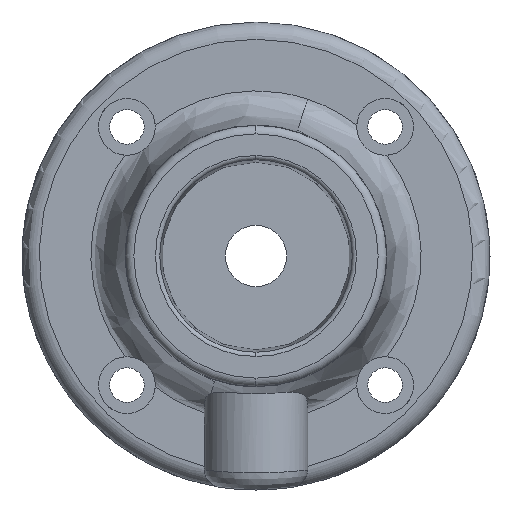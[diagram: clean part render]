
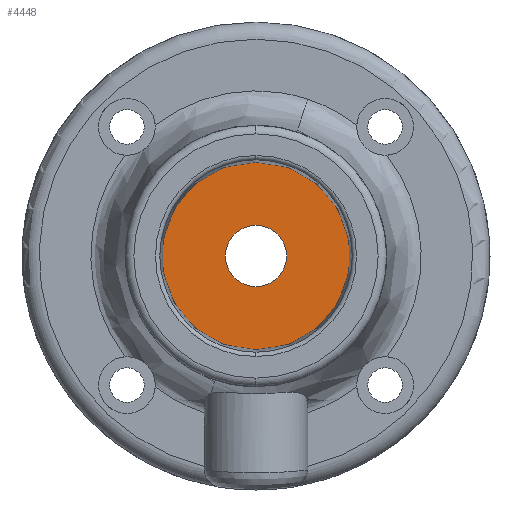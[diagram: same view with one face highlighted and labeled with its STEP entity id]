
A CAD part, left-side view. The second image highlights one B-rep face of the part: STEP entity #4448.
In plain terms, the highlighted planar face has unit normal (-1, 0, 0).
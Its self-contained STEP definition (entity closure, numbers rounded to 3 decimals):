
#25 = AXIS2_PLACEMENT_3D ( 'NONE', #5028, #2531, #4241 ) ;
#152 = PLANE ( 'NONE',  #3811 ) ;
#158 = DIRECTION ( 'NONE',  ( 1., 0., 0. ) ) ;
#175 = CARTESIAN_POINT ( 'NONE',  ( -1.4, -14.996, -14.996 ) ) ;
#315 = ORIENTED_EDGE ( 'NONE', *, *, #1125, .T. ) ;
#359 = DIRECTION ( 'NONE',  ( 0., 0., 1. ) ) ;
#405 = DIRECTION ( 'NONE',  ( 1., 0., 0. ) ) ;
#492 = DIRECTION ( 'NONE',  ( 1., 0., 0. ) ) ;
#630 = ORIENTED_EDGE ( 'NONE', *, *, #1310, .T. ) ;
#658 = ORIENTED_EDGE ( 'NONE', *, *, #860, .T. ) ;
#660 = DIRECTION ( 'NONE',  ( 1., 0., 0. ) ) ;
#661 = CARTESIAN_POINT ( 'NONE',  ( -1.4, 0., 27.185 ) ) ;
#682 = EDGE_CURVE ( 'NONE', #1723, #724, #2150, .T. ) ;
#686 = EDGE_LOOP ( 'NONE', ( #3417, #830 ) ) ;
#724 = VERTEX_POINT ( 'NONE', #1624 ) ;
#784 = ORIENTED_EDGE ( 'NONE', *, *, #1407, .T. ) ;
#825 = CARTESIAN_POINT ( 'NONE',  ( -1.4, 14.996, 14.996 ) ) ;
#828 = CARTESIAN_POINT ( 'NONE',  ( -1.4, 12.996, 14.996 ) ) ;
#830 = ORIENTED_EDGE ( 'NONE', *, *, #1424, .F. ) ;
#835 = EDGE_CURVE ( 'NONE', #2469, #4305, #2412, .T. ) ;
#860 = EDGE_CURVE ( 'NONE', #3289, #1747, #2631, .T. ) ;
#942 = CIRCLE ( 'NONE', #2661, 27.185 ) ;
#956 = EDGE_LOOP ( 'NONE', ( #3993, #784 ) ) ;
#1023 = CARTESIAN_POINT ( 'NONE',  ( -1.4, 0., 0. ) ) ;
#1122 = VERTEX_POINT ( 'NONE', #5253 ) ;
#1125 = EDGE_CURVE ( 'NONE', #5338, #1314, #3558, .T. ) ;
#1181 = ORIENTED_EDGE ( 'NONE', *, *, #835, .T. ) ;
#1184 = CIRCLE ( 'NONE', #5325, 2. ) ;
#1218 = CARTESIAN_POINT ( 'NONE',  ( -1.4, 14.996, -12.996 ) ) ;
#1310 = EDGE_CURVE ( 'NONE', #4305, #2469, #942, .T. ) ;
#1314 = VERTEX_POINT ( 'NONE', #4413 ) ;
#1330 = CARTESIAN_POINT ( 'NONE',  ( -1.4, 0., 0. ) ) ;
#1370 = CARTESIAN_POINT ( 'NONE',  ( -1.4, 0., 3.55 ) ) ;
#1407 = EDGE_CURVE ( 'NONE', #3135, #3398, #1755, .T. ) ;
#1410 = DIRECTION ( 'NONE',  ( 1., 0., 0. ) ) ;
#1424 = EDGE_CURVE ( 'NONE', #1122, #4873, #5083, .T. ) ;
#1437 = FACE_BOUND ( 'NONE', #4833, .T. ) ;
#1505 = AXIS2_PLACEMENT_3D ( 'NONE', #4907, #4484, #3594 ) ;
#1624 = CARTESIAN_POINT ( 'NONE',  ( -1.4, -14.996, 12.996 ) ) ;
#1676 = DIRECTION ( 'NONE',  ( 0., 1., 0. ) ) ;
#1723 = VERTEX_POINT ( 'NONE', #3433 ) ;
#1747 = VERTEX_POINT ( 'NONE', #4700 ) ;
#1755 = CIRCLE ( 'NONE', #2739, 2. ) ;
#1870 = EDGE_CURVE ( 'NONE', #1747, #3289, #1184, .T. ) ;
#2116 = CARTESIAN_POINT ( 'NONE',  ( -1.4, 0., -27.185 ) ) ;
#2123 = DIRECTION ( 'NONE',  ( 0., 0., -1. ) ) ;
#2150 = CIRCLE ( 'NONE', #5294, 2. ) ;
#2153 = CARTESIAN_POINT ( 'NONE',  ( -1.4, 14.996, 14.996 ) ) ;
#2333 = DIRECTION ( 'NONE',  ( 1., 0., 0. ) ) ;
#2360 = DIRECTION ( 'NONE',  ( 0., -1., 0. ) ) ;
#2412 = CIRCLE ( 'NONE', #4871, 27.185 ) ;
#2469 = VERTEX_POINT ( 'NONE', #661 ) ;
#2502 = CARTESIAN_POINT ( 'NONE',  ( -1.4, 0., 0. ) ) ;
#2531 = DIRECTION ( 'NONE',  ( 1., 0., 0. ) ) ;
#2612 = EDGE_LOOP ( 'NONE', ( #1181, #630 ) ) ;
#2631 = CIRCLE ( 'NONE', #25, 2. ) ;
#2661 = AXIS2_PLACEMENT_3D ( 'NONE', #1023, #4835, #3963 ) ;
#2692 = DIRECTION ( 'NONE',  ( 0., -1., 0. ) ) ;
#2739 = AXIS2_PLACEMENT_3D ( 'NONE', #825, #5143, #1676 ) ;
#3059 = DIRECTION ( 'NONE',  ( -1., 0., 0. ) ) ;
#3135 = VERTEX_POINT ( 'NONE', #3292 ) ;
#3188 = CIRCLE ( 'NONE', #5173, 2. ) ;
#3189 = FACE_BOUND ( 'NONE', #4920, .T. ) ;
#3195 = AXIS2_PLACEMENT_3D ( 'NONE', #1330, #3059, #4771 ) ;
#3236 = EDGE_CURVE ( 'NONE', #4873, #1122, #4914, .T. ) ;
#3289 = VERTEX_POINT ( 'NONE', #1218 ) ;
#3292 = CARTESIAN_POINT ( 'NONE',  ( -1.4, 16.996, 14.996 ) ) ;
#3372 = AXIS2_PLACEMENT_3D ( 'NONE', #3957, #158, #2692 ) ;
#3398 = VERTEX_POINT ( 'NONE', #828 ) ;
#3417 = ORIENTED_EDGE ( 'NONE', *, *, #3236, .F. ) ;
#3433 = CARTESIAN_POINT ( 'NONE',  ( -1.4, -14.996, 16.996 ) ) ;
#3507 = DIRECTION ( 'NONE',  ( 0., 1., 0. ) ) ;
#3558 = CIRCLE ( 'NONE', #3372, 2. ) ;
#3574 = EDGE_CURVE ( 'NONE', #724, #1723, #4027, .T. ) ;
#3594 = DIRECTION ( 'NONE',  ( 0., 0., 1. ) ) ;
#3811 = AXIS2_PLACEMENT_3D ( 'NONE', #5350, #1410, #4029 ) ;
#3957 = CARTESIAN_POINT ( 'NONE',  ( -1.4, -14.996, -14.996 ) ) ;
#3963 = DIRECTION ( 'NONE',  ( 0., 0., 1. ) ) ;
#3993 = ORIENTED_EDGE ( 'NONE', *, *, #5485, .T. ) ;
#4027 = CIRCLE ( 'NONE', #1505, 2. ) ;
#4029 = DIRECTION ( 'NONE',  ( 0., 0., -1. ) ) ;
#4085 = FACE_BOUND ( 'NONE', #956, .T. ) ;
#4129 = DIRECTION ( 'NONE',  ( -1., 0., 0. ) ) ;
#4213 = DIRECTION ( 'NONE',  ( -1., 0., 0. ) ) ;
#4241 = DIRECTION ( 'NONE',  ( 0., 0., -1. ) ) ;
#4305 = VERTEX_POINT ( 'NONE', #2116 ) ;
#4342 = CARTESIAN_POINT ( 'NONE',  ( -1.4, 14.996, -14.996 ) ) ;
#4370 = DIRECTION ( 'NONE',  ( 0., 0., 1. ) ) ;
#4413 = CARTESIAN_POINT ( 'NONE',  ( -1.4, -12.996, -14.996 ) ) ;
#4444 = EDGE_CURVE ( 'NONE', #1314, #5338, #3188, .T. ) ;
#4448 = ADVANCED_FACE ( 'NONE', ( #4085, #3189, #1437, #4501, #5275, #4852 ), #152, .F. ) ;
#4484 = DIRECTION ( 'NONE',  ( 1., 0., 0. ) ) ;
#4497 = ORIENTED_EDGE ( 'NONE', *, *, #4444, .T. ) ;
#4498 = ORIENTED_EDGE ( 'NONE', *, *, #682, .T. ) ;
#4501 = FACE_BOUND ( 'NONE', #4951, .T. ) ;
#4520 = CARTESIAN_POINT ( 'NONE',  ( -1.4, -14.996, 14.996 ) ) ;
#4557 = AXIS2_PLACEMENT_3D ( 'NONE', #5268, #4129, #5419 ) ;
#4700 = CARTESIAN_POINT ( 'NONE',  ( -1.4, 14.996, -16.996 ) ) ;
#4763 = ORIENTED_EDGE ( 'NONE', *, *, #3574, .T. ) ;
#4771 = DIRECTION ( 'NONE',  ( 0., 0., 1. ) ) ;
#4783 = CIRCLE ( 'NONE', #5504, 2. ) ;
#4833 = EDGE_LOOP ( 'NONE', ( #4497, #315 ) ) ;
#4835 = DIRECTION ( 'NONE',  ( -1., 0., 0. ) ) ;
#4852 = FACE_OUTER_BOUND ( 'NONE', #2612, .T. ) ;
#4871 = AXIS2_PLACEMENT_3D ( 'NONE', #2502, #4213, #359 ) ;
#4873 = VERTEX_POINT ( 'NONE', #1370 ) ;
#4892 = ORIENTED_EDGE ( 'NONE', *, *, #1870, .T. ) ;
#4907 = CARTESIAN_POINT ( 'NONE',  ( -1.4, -14.996, 14.996 ) ) ;
#4914 = CIRCLE ( 'NONE', #4557, 3.55 ) ;
#4920 = EDGE_LOOP ( 'NONE', ( #4763, #4498 ) ) ;
#4951 = EDGE_LOOP ( 'NONE', ( #658, #4892 ) ) ;
#5028 = CARTESIAN_POINT ( 'NONE',  ( -1.4, 14.996, -14.996 ) ) ;
#5083 = CIRCLE ( 'NONE', #3195, 3.55 ) ;
#5143 = DIRECTION ( 'NONE',  ( 1., 0., 0. ) ) ;
#5173 = AXIS2_PLACEMENT_3D ( 'NONE', #175, #2333, #2360 ) ;
#5253 = CARTESIAN_POINT ( 'NONE',  ( -1.4, 0., -3.55 ) ) ;
#5268 = CARTESIAN_POINT ( 'NONE',  ( -1.4, 0., 0. ) ) ;
#5275 = FACE_BOUND ( 'NONE', #686, .T. ) ;
#5294 = AXIS2_PLACEMENT_3D ( 'NONE', #4520, #660, #4370 ) ;
#5325 = AXIS2_PLACEMENT_3D ( 'NONE', #4342, #405, #2123 ) ;
#5338 = VERTEX_POINT ( 'NONE', #5359 ) ;
#5350 = CARTESIAN_POINT ( 'NONE',  ( -1.4, 27.185, 0. ) ) ;
#5359 = CARTESIAN_POINT ( 'NONE',  ( -1.4, -16.996, -14.996 ) ) ;
#5419 = DIRECTION ( 'NONE',  ( 0., 0., 1. ) ) ;
#5485 = EDGE_CURVE ( 'NONE', #3398, #3135, #4783, .T. ) ;
#5504 = AXIS2_PLACEMENT_3D ( 'NONE', #2153, #492, #3507 ) ;
